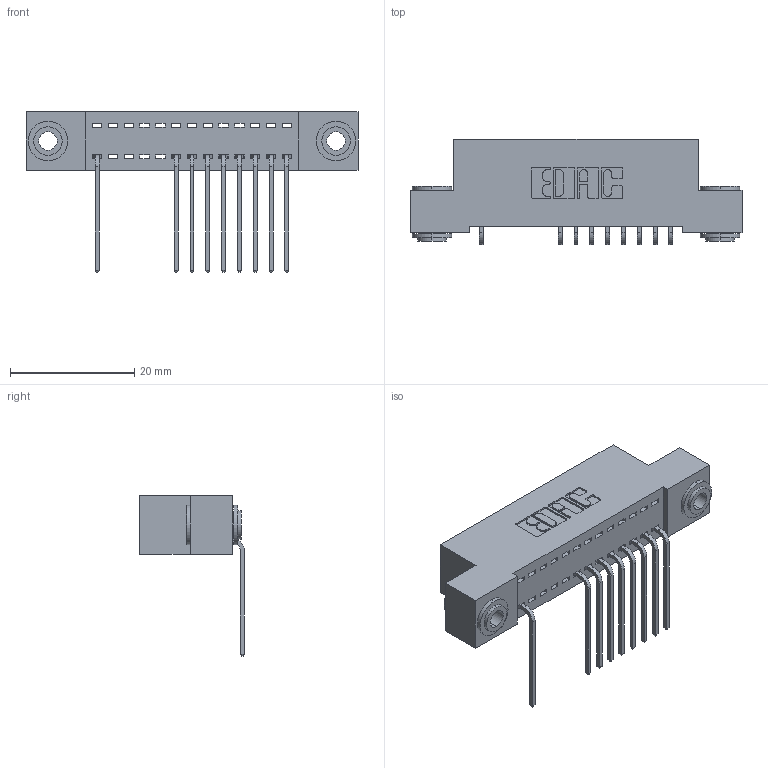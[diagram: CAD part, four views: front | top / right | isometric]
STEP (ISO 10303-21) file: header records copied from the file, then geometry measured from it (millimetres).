
FILE_DESCRIPTION (( 'STEP AP203' ), '1' );
FILE_NAME ('392-013-559-103.STEP', '2018-08-14T23:19:16', ( '' ), ( '' ), 'SwSTEP 2.0', 'SolidWorks 2016', '' );
FILE_SCHEMA (( 'CONFIG_CONTROL_DESIGN' ));
Length unit declared in the file: inch
Products named in the file (4): 342 Part_.156 TH; 345-292-001_558 559 Tail - 1; 342-250-002_345-250-002-102; 392-013-559-103
Assembly tree (12 placements, depth 2):
  392-013-559-103
    342 Part_.156 TH
    345-292-001_558 559 Tail - 1  x9
    342-250-002_345-250-002-102  x2
Bounding box: 53.34 x 16.83 x 25.78 mm (x, y, z)
Volume: 4577.1 mm3; surface area: 6339.2 mm2
Topology: 12 solids, 12 shells, 736 faces, 2181 edges, 1438 vertices
Faces by surface type: plane 520, cylinder 208, cone 8
Entity records: 12172 total; most frequent: CARTESIAN_POINT 2100, ORIENTED_EDGE 2046, DIRECTION 1859, EDGE_CURVE 1023, LINE 871, VECTOR 871, VERTEX_POINT 678, AXIS2_PLACEMENT_3D 494
